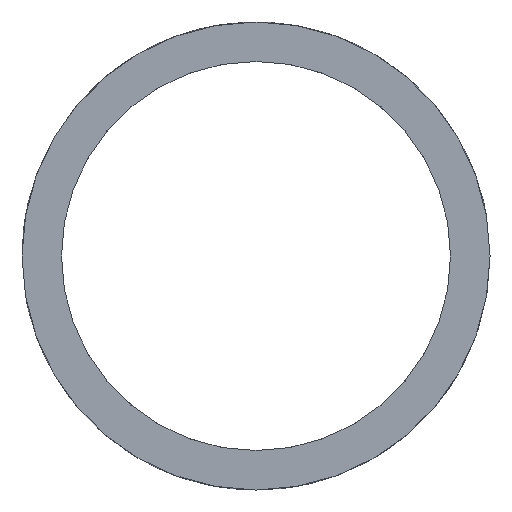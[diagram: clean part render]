
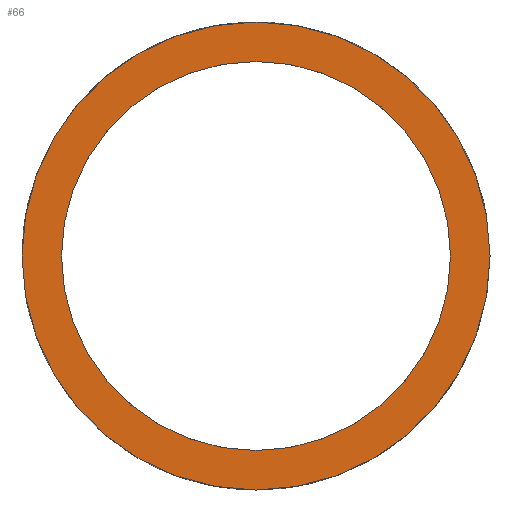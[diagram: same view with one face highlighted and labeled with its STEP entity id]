
A CAD part, front view. The second image highlights one B-rep face of the part: STEP entity #66.
In plain terms, the highlighted planar face has unit normal (0, -1, 0).
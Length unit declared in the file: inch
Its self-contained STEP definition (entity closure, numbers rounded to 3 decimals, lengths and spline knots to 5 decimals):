
#14=PLANE('',#94);
#19=FACE_BOUND('',#32,.T.);
#21=CIRCLE('',#89,0.69);
#22=CIRCLE('',#93,0.83);
#25=FACE_OUTER_BOUND('',#31,.T.);
#31=EDGE_LOOP('',(#51));
#32=EDGE_LOOP('',(#52));
#37=VERTEX_POINT('',#183);
#40=VERTEX_POINT('',#190);
#42=EDGE_CURVE('',#37,#37,#21,.T.);
#45=EDGE_CURVE('',#40,#40,#22,.T.);
#51=ORIENTED_EDGE('',*,*,#45,.F.);
#52=ORIENTED_EDGE('',*,*,#42,.T.);
#66=ADVANCED_FACE('',(#25,#19),#14,.F.);
#89=AXIS2_PLACEMENT_3D('',#184,#100,#101);
#93=AXIS2_PLACEMENT_3D('',#191,#108,#109);
#94=AXIS2_PLACEMENT_3D('',#192,#110,#111);
#100=DIRECTION('center_axis',(0.,1.,0.));
#101=DIRECTION('ref_axis',(0.,0.,1.));
#108=DIRECTION('center_axis',(0.,1.,0.));
#109=DIRECTION('ref_axis',(0.,0.,1.));
#110=DIRECTION('center_axis',(0.,1.,0.));
#111=DIRECTION('ref_axis',(0.,0.,1.));
#183=CARTESIAN_POINT('',(0.,0.,-0.69));
#184=CARTESIAN_POINT('Origin',(0.,0.,0.));
#190=CARTESIAN_POINT('',(0.,0.,-0.83));
#191=CARTESIAN_POINT('Origin',(0.,0.,0.));
#192=CARTESIAN_POINT('Origin',(0.,0.,0.));
